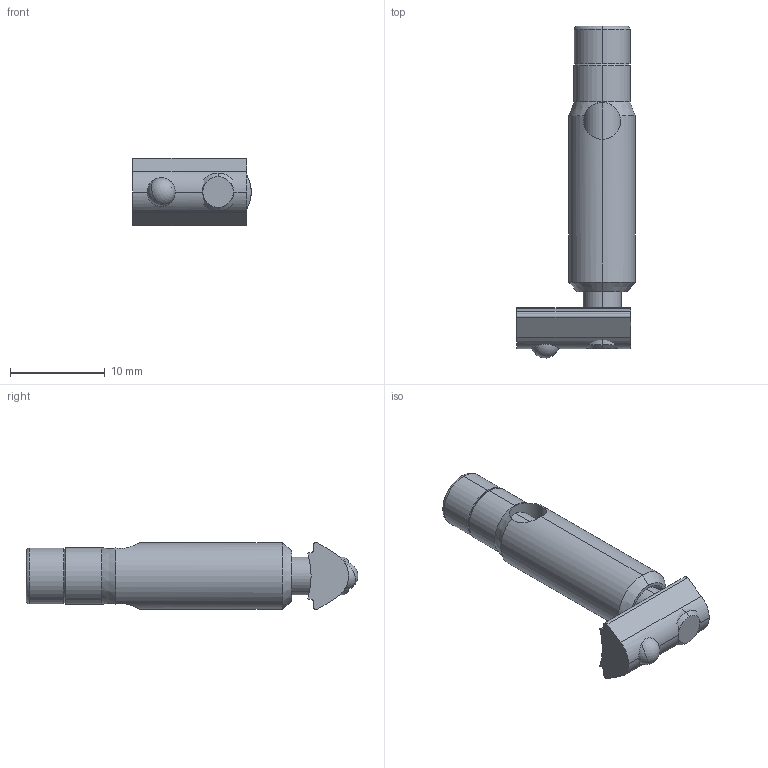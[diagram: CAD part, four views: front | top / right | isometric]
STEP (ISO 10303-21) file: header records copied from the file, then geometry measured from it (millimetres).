
FILE_DESCRIPTION (( 'STEP AP214' ), '1' );
FILE_NAME ('7125081', '2019-01-30T08:41:35', ( '' ), ('JUGARD+KÜNSTNER GmbH'), 'SwSTEP 2.0', 'SolidWorks 2017', '' );
FILE_SCHEMA (( 'AUTOMOTIVE_DESIGN' ));
Length unit declared in the file: millimetre
Products named in the file (1): 7125081
Bounding box: 12.5 x 35 x 7.12 mm (x, y, z)
Volume: 1188 mm3; surface area: 1708.4 mm2
Topology: 5 solids, 5 shells, 97 faces, 263 edges, 165 vertices
Faces by surface type: plane 39, cylinder 28, cone 16, torus 10, sphere 2, bspline 2
Entity records: 5162 total; most frequent: CARTESIAN_POINT 2664, ORIENTED_EDGE 508, DIRECTION 491, EDGE_CURVE 254, AXIS2_PLACEMENT_3D 191, VERTEX_POINT 162, LINE 109, VECTOR 109
